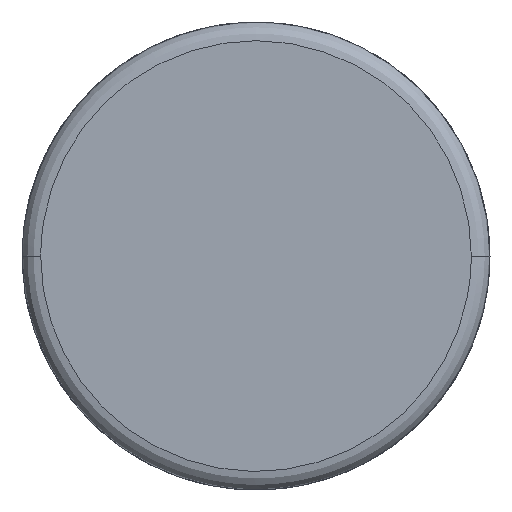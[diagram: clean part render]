
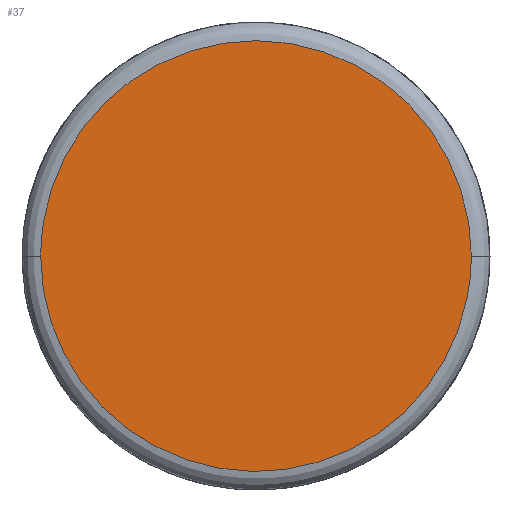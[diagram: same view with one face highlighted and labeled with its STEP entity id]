
A CAD part, left-side view. The second image highlights one B-rep face of the part: STEP entity #37.
In plain terms, the highlighted planar face has unit normal (-1, 0, 0).
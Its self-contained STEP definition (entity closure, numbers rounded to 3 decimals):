
#37=ADVANCED_FACE('',(#88),#691,.T.);
#88=FACE_OUTER_BOUND('',#139,.T.);
#139=EDGE_LOOP('',(#196,#197));
#196=ORIENTED_EDGE('',*,*,#416,.T.);
#197=ORIENTED_EDGE('',*,*,#428,.T.);
#416=EDGE_CURVE('',#625,#632,#527,.T.);
#428=EDGE_CURVE('',#632,#625,#539,.T.);
#527=(
BOUNDED_CURVE()
B_SPLINE_CURVE(3,(#937,#938,#939,#940,#941,#942,#943,#944,#945,#946,#947,
#948,#949),.UNSPECIFIED.,.F.,.F.)
B_SPLINE_CURVE_WITH_KNOTS((4,3,3,3,4),(0.,18.064,36.127,
54.191,72.255),.UNSPECIFIED.)
CURVE()
GEOMETRIC_REPRESENTATION_ITEM()
RATIONAL_B_SPLINE_CURVE((1.,1.,1.,1.,1.,1.,
1.,1.,1.,1.,1.,1.,1.))
REPRESENTATION_ITEM('')
);
#539=(
BOUNDED_CURVE()
B_SPLINE_CURVE(3,(#1000,#1001,#1002,#1003,#1004,#1005,#1006,#1007,#1008,
#1009,#1010,#1011,#1012),.UNSPECIFIED.,.F.,.F.)
B_SPLINE_CURVE_WITH_KNOTS((4,3,3,3,4),(72.255,90.319,
108.382,126.446,144.51),.UNSPECIFIED.)
CURVE()
GEOMETRIC_REPRESENTATION_ITEM()
RATIONAL_B_SPLINE_CURVE((1.,1.,1.,1.,1.,1.,1.,1.,1.,1.,1.,1.,1.))
REPRESENTATION_ITEM('')
);
#625=VERTEX_POINT('',#918);
#632=VERTEX_POINT('',#925);
#691=PLANE('',#762);
#762=AXIS2_PLACEMENT_3D('',#800,#776,$);
#776=DIRECTION('',(-1.,0.,0.));
#800=CARTESIAN_POINT('',(-305.565,-31.245,31.25));
#918=CARTESIAN_POINT('',(-305.565,23.005,0.));
#925=CARTESIAN_POINT('',(-305.565,-23.008,0.));
#937=CARTESIAN_POINT('',(-305.565,23.005,0.));
#938=CARTESIAN_POINT('',(-305.565,23.037,-6.016));
#939=CARTESIAN_POINT('',(-305.565,20.532,-12.023));
#940=CARTESIAN_POINT('',(-305.565,16.277,-16.273));
#941=CARTESIAN_POINT('',(-305.565,12.022,-20.522));
#942=CARTESIAN_POINT('',(-305.565,6.016,-23.013));
#943=CARTESIAN_POINT('',(-305.565,0.006,-23.014));
#944=CARTESIAN_POINT('',(-305.565,-6.004,-23.015));
#945=CARTESIAN_POINT('',(-305.565,-12.019,-20.524));
#946=CARTESIAN_POINT('',(-305.565,-16.27,-16.273));
#947=CARTESIAN_POINT('',(-305.565,-20.521,-12.023));
#948=CARTESIAN_POINT('',(-305.565,-23.008,-6.011));
#949=CARTESIAN_POINT('',(-305.565,-23.008,0.));
#1000=CARTESIAN_POINT('',(-305.565,-23.008,0.));
#1001=CARTESIAN_POINT('',(-305.565,-23.008,6.011));
#1002=CARTESIAN_POINT('',(-305.565,-20.521,12.023));
#1003=CARTESIAN_POINT('',(-305.565,-16.27,16.273));
#1004=CARTESIAN_POINT('',(-305.565,-12.019,20.524));
#1005=CARTESIAN_POINT('',(-305.565,-6.004,23.015));
#1006=CARTESIAN_POINT('',(-305.565,0.006,23.014));
#1007=CARTESIAN_POINT('',(-305.565,6.016,23.013));
#1008=CARTESIAN_POINT('',(-305.565,12.022,20.522));
#1009=CARTESIAN_POINT('',(-305.565,16.277,16.273));
#1010=CARTESIAN_POINT('',(-305.565,20.532,12.023));
#1011=CARTESIAN_POINT('',(-305.565,23.037,6.016));
#1012=CARTESIAN_POINT('',(-305.565,23.005,0.));
